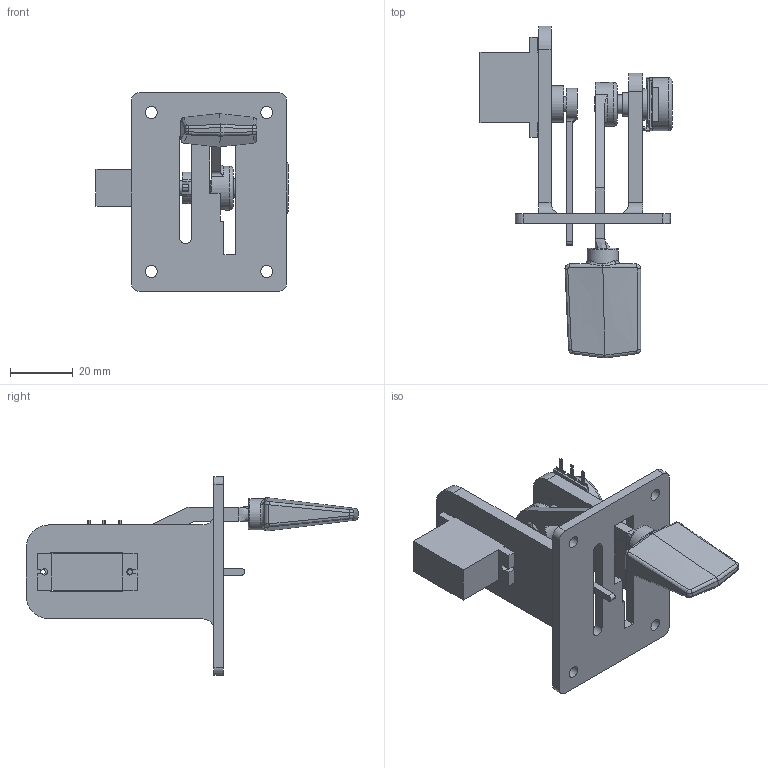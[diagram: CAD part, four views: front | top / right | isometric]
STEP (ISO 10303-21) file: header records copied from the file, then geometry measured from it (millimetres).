
FILE_DESCRIPTION(/* description */ (''),/* implementation_level */ '2;1');
FILE_NAME(/* name */ 'Flap Assy v38.step',/* time_stamp */ '2022-01-09T21:19:51-07:00',/* author */ (''),/* organization */ (''),/* preprocessor_version */ 'ST-DEVELOPER v18.1',/* originating_system */ 'Autodesk Translation Framework v10.10.0.1391',/* authorisation */ '');
FILE_SCHEMA (('AUTOMOTIVE_DESIGN { 1 0 10303 214 3 1 1 }'));
Length unit declared in the file: millimetre
Products named in the file (8): Flap Assy; Faceplate; Servo Lever; Electronics; Servo Motor; potentiometerb10k; Potentiometer Lever; Flap Handle
Assembly tree (7 placements, depth 3):
  Flap Assy
    Faceplate
    Servo Lever
    Electronics
      Servo Motor
      potentiometerb10k
    Potentiometer Lever
    Flap Handle
Bounding box: 61.31 x 106 x 63.5 mm (x, y, z)
Volume: 34579.8 mm3; surface area: 22609.2 mm2
Topology: 17 solids, 17 shells, 294 faces, 709 edges, 452 vertices
Faces by surface type: plane 188, cylinder 62, bspline 34, torus 8, cone 2
Full cylindrical faces by diameter (mm): 1.2 x3, 1.5 x2, 2 x1, 2.8 x2, 3.81 x4, 4.6 x1, 4.9 x1, 5 x1, 5.25 x1, 6 x1, 6.5 x1, 6.85 x1, 7.5 x1, 9.15 x1, 10 x2, 11.8 x1, 12.5 x1, 14 x1, 16.9 x1
Entity records: 9810 total; most frequent: CARTESIAN_POINT 2764, ORIENTED_EDGE 1418, DIRECTION 1348, EDGE_CURVE 709, VERTEX_POINT 452, AXIS2_PLACEMENT_3D 450, LINE 448, VECTOR 448
